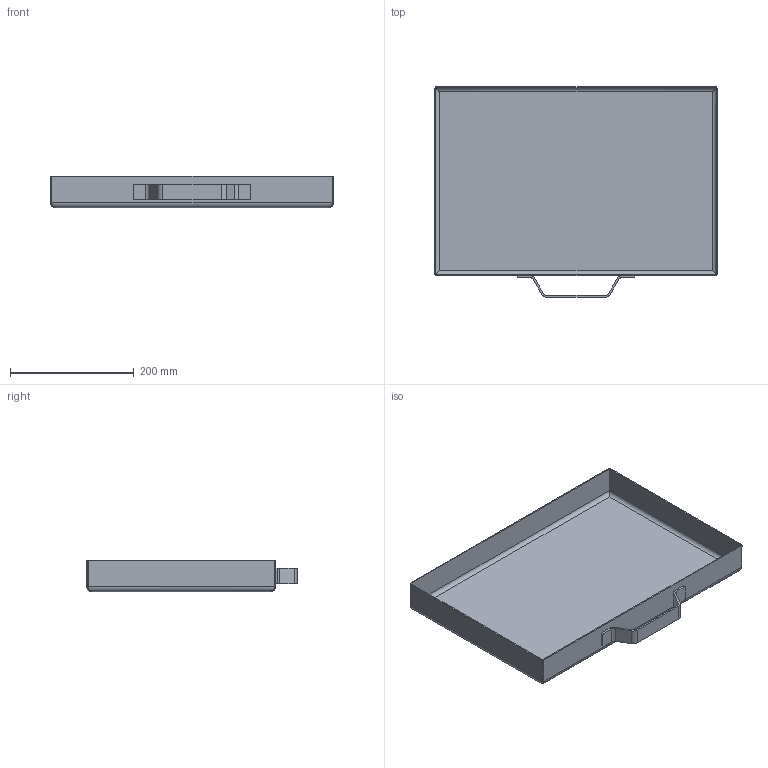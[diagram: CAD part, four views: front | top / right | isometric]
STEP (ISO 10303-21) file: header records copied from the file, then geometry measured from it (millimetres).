
FILE_DESCRIPTION(/* description */ (''),/* implementation_level */ '2;1');
FILE_NAME(/* name */ 'Ash Pan v7.step',/* time_stamp */ '2025-04-23T20:37:46-04:00',/* author */ (''),/* organization */ (''),/* preprocessor_version */ 'ST-DEVELOPER v20.1',/* originating_system */ 'Autodesk Translation Framework v14.4.0.0',/* authorisation */ '');
FILE_SCHEMA (('AUTOMOTIVE_DESIGN { 1 0 10303 214 3 1 1 }'));
Length unit declared in the file: centimetre
Products named in the file (2): Ash Pan; Handle
Assembly tree (1 placements, depth 2):
  Ash Pan
    Handle
Bounding box: 457.2 x 339.73 x 50.8 mm (x, y, z)
Volume: 414614.2 mm3; surface area: 433065.3 mm2
Topology: 2 solids, 2 shells, 68 faces, 160 edges, 96 vertices
Faces by surface type: plane 40, cylinder 20, bspline 8
Entity records: 2154 total; most frequent: CARTESIAN_POINT 567, ORIENTED_EDGE 320, DIRECTION 310, EDGE_CURVE 160, LINE 120, VECTOR 120, VERTEX_POINT 96, AXIS2_PLACEMENT_3D 95
